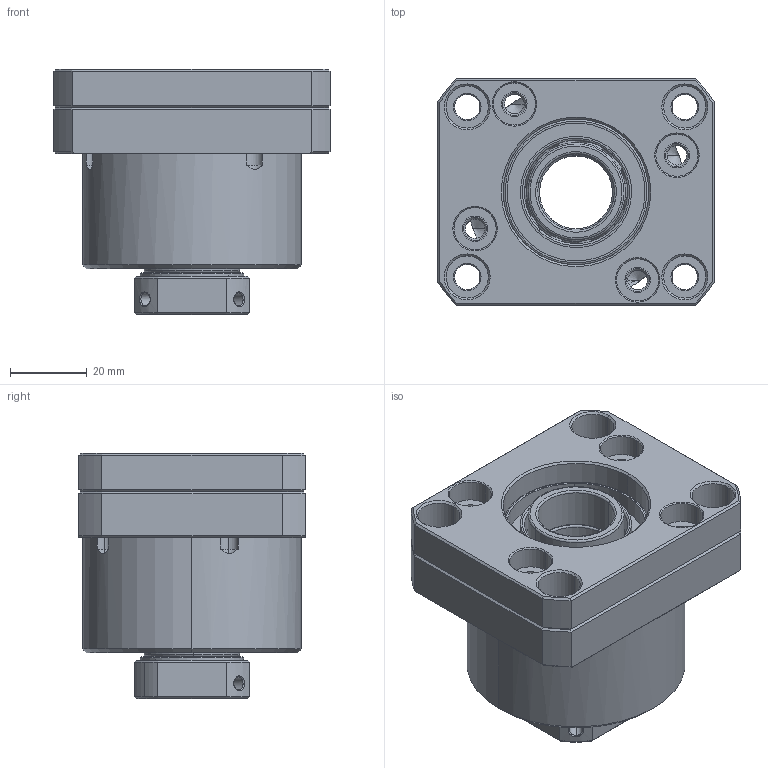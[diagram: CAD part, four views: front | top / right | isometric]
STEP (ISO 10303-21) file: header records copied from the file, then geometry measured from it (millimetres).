
FILE_DESCRIPTION (( 'STEP AP203' ), '1' );
FILE_NAME ('FKA20組合件 B組裝.STEP', '2015-02-12T05:16:34', ( '' ), ( '' ), 'SwSTEP 2.0', 'SolidWorks 2014', '' );
FILE_SCHEMA (( 'CONFIG_CONTROL_DESIGN' ));
Length unit declared in the file: millimetre
Products named in the file (1): FKA20組合件 B組裝
Bounding box: 72 x 59 x 64 mm (x, y, z)
Volume: 122432 mm3; surface area: 66250.5 mm2
Topology: 33 solids, 33 shells, 449 faces, 1053 edges, 627 vertices
Faces by surface type: cylinder 123, cone 118, torus 88, plane 72, sphere 44, bspline 4
Entity records: 12593 total; most frequent: CARTESIAN_POINT 2588, DIRECTION 2324, ORIENTED_EDGE 1870, AXIS2_PLACEMENT_3D 1019, EDGE_CURVE 935, CIRCLE 573, VERTEX_POINT 561, EDGE_LOOP 516
